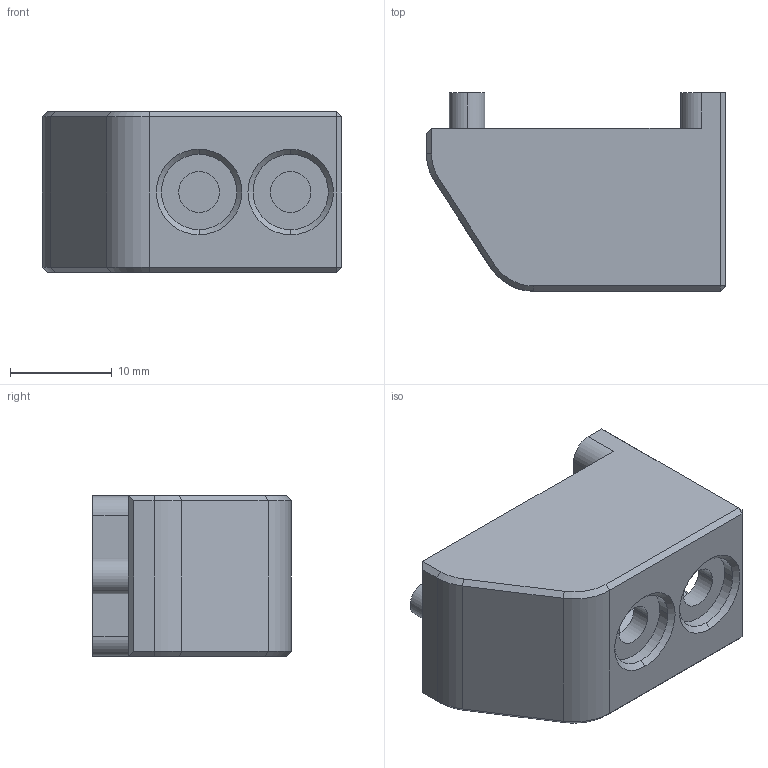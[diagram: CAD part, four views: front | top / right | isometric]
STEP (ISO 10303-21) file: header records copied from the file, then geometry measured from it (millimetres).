
FILE_DESCRIPTION (( 'STEP AP203' ), '1' );
FILE_NAME ('End Effector_Default_sldprt.STEP', '2023-09-27T09:49:11', ( '' ), ( '' ), 'SwSTEP 2.0', 'SolidWorks 2020', '' );
FILE_SCHEMA (( 'CONFIG_CONTROL_DESIGN' ));
Length unit declared in the file: millimetre
Products named in the file (1): End Effector_Default_sldprt
Bounding box: 29.39 x 19.5 x 15.8 mm (x, y, z)
Volume: 5290.2 mm3; surface area: 3243.1 mm2
Topology: 1 solids, 1 shells, 97 faces, 233 edges, 137 vertices
Faces by surface type: cylinder 36, plane 35, cone 26
Entity records: 2794 total; most frequent: DIRECTION 507, CARTESIAN_POINT 454, ORIENTED_EDGE 438, EDGE_CURVE 219, AXIS2_PLACEMENT_3D 190, VERTEX_POINT 137, VECTOR 127, LINE 127
